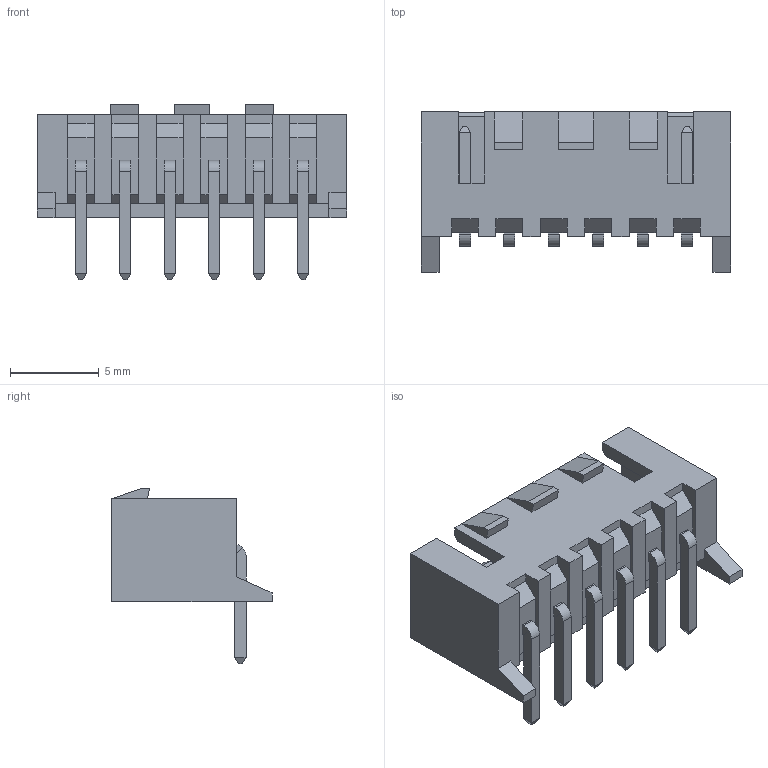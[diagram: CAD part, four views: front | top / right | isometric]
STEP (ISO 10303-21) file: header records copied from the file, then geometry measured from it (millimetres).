
FILE_DESCRIPTION (( 'STEP AP214' ), '1' );
FILE_NAME ('C8919C47-FC0F-473D-A97C-FBFE8734D972.STEP', '2025-09-19T03:57:50', ( '' ), ( '' ), 'SwSTEP 2.0', 'SolidWorks 2022', '' );
FILE_SCHEMA (( 'AUTOMOTIVE_DESIGN' ));
Length unit declared in the file: millimetre
Products named in the file (1): C8919C47-FC0F-473D-A97C-FBFE8734D972
Bounding box: 17.4 x 9 x 9.89 mm (x, y, z)
Volume: 368.6 mm3; surface area: 907.3 mm2
Topology: 1 solids, 1 shells, 227 faces, 569 edges, 356 vertices
Faces by surface type: plane 221, cylinder 6
Entity records: 7580 total; most frequent: CARTESIAN_POINT 1153, ORIENTED_EDGE 1138, DIRECTION 1049, EDGE_CURVE 569, LINE 545, VECTOR 545, VERTEX_POINT 356, AXIS2_PLACEMENT_3D 252
